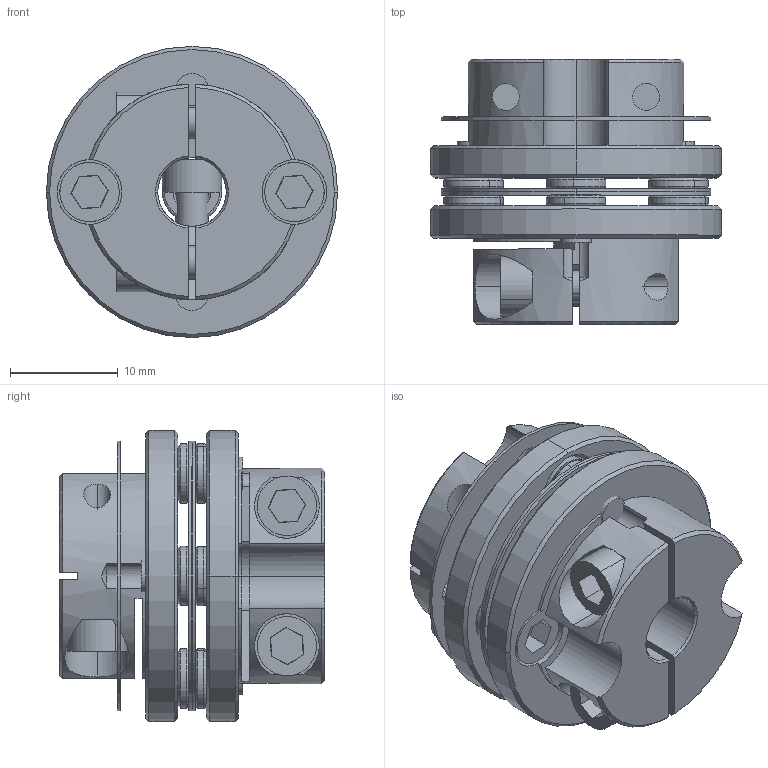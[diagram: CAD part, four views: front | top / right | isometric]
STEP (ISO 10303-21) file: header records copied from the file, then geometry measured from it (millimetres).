
FILE_DESCRIPTION(('HOOPS Exchange Step'),'2;1');
FILE_NAME('export-01AACBC2-A00D-43E3-880C-951766C17551.stp','2024-06-03T20:03:35+02:00',('Engineering'),('Alibre'),'HOOPS Exchange 2023.0','Alibre','Unknown authorisation');
FILE_SCHEMA( ('AP242_MANAGED_MODEL_BASED_3D_ENGINEERING_MIM_LF {1 0 10303 442 1 1 4 }') );
Length unit declared in the file: millimetre
Products named in the file (7): 6871-2 D27-B6.35mm HUB; 6871-3 DIN912 M3 L=7mm; 6871-4 DIN912 M3 L=6mm; 6871-5 Spacer ring; 6871-5 Flex disc; 6871-2 ShaftCoupler DCNC-D27-L25-B6.35-B6.35mm; 6871 ShaftCoupler DCNC-D27-L25-B6.35-B6.35mm
Assembly tree (21 placements, depth 3):
  6871 ShaftCoupler DCNC-D27-L25-B6.35-B6.35mm
    6871-2 D27-B6.35mm HUB
    6871-3 DIN912 M3 L=7mm  x4
    6871-2 ShaftCoupler DCNC-D27-L25-B6.35-B6.35mm
      6871-4 DIN912 M3 L=6mm  x4
      6871-5 Spacer ring  x8
      6871-5 Flex disc  x2
      6871-2 D27-B6.35mm HUB
Bounding box: 27 x 24.6 x 27 mm (x, y, z)
Volume: 10207.1 mm3; surface area: 12443.8 mm2
Topology: 25 solids, 25 shells, 554 faces, 1341 edges, 839 vertices
Faces by surface type: cylinder 226, plane 160, cone 150, torus 18
Entity records: 5005 total; most frequent: CARTESIAN_POINT 1084, DIRECTION 823, ORIENTED_EDGE 698, EDGE_CURVE 349, AXIS2_PLACEMENT_3D 336, VERTEX_POINT 221, CIRCLE 169, EDGE_LOOP 168
